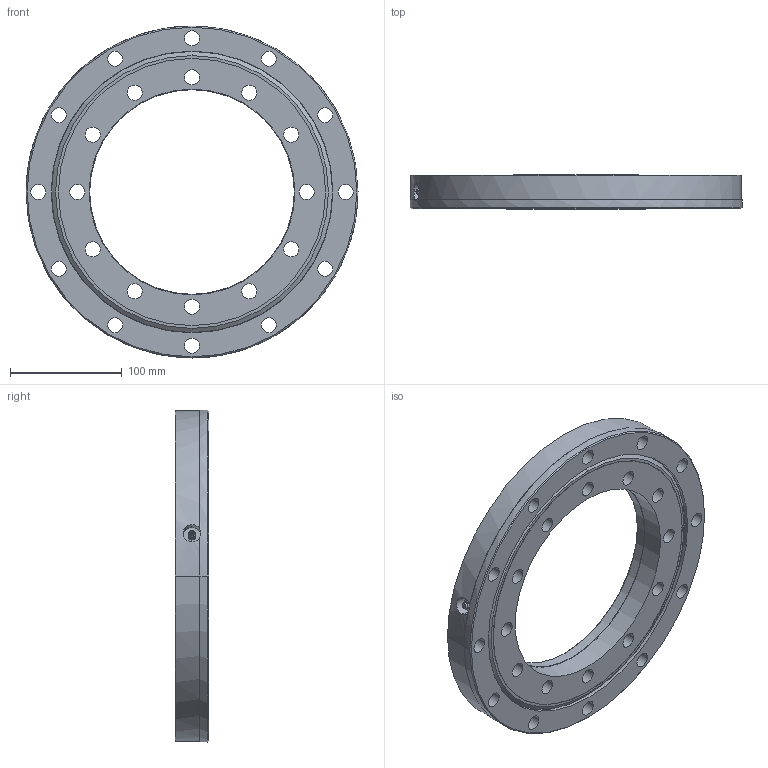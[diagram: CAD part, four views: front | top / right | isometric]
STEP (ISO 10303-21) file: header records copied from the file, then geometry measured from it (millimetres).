
FILE_DESCRIPTION (( 'STEP AP203' ), '1' );
FILE_NAME ('88-0240-00.STEP', '2017-12-28T14:27:59', ( 'defontaine' ), ( 'Hewlett-Packard Company' ), 'SwSTEP 2.0', 'SolidWorks 2016', '' );
FILE_SCHEMA (( 'CONFIG_CONTROL_DESIGN' ));
Length unit declared in the file: millimetre
Products named in the file (1): 88-0240-00
Bounding box: 297 x 30 x 297 mm (x, y, z)
Volume: 1060516.8 mm3; surface area: 253958.5 mm2
Topology: 7 solids, 7 shells, 208 faces, 489 edges, 312 vertices
Faces by surface type: cylinder 106, plane 47, cone 28, torus 23, sphere 4
Entity records: 6528 total; most frequent: CARTESIAN_POINT 1329, DIRECTION 1178, ORIENTED_EDGE 978, AXIS2_PLACEMENT_3D 504, EDGE_CURVE 489, VERTEX_POINT 312, CIRCLE 295, EDGE_LOOP 285
